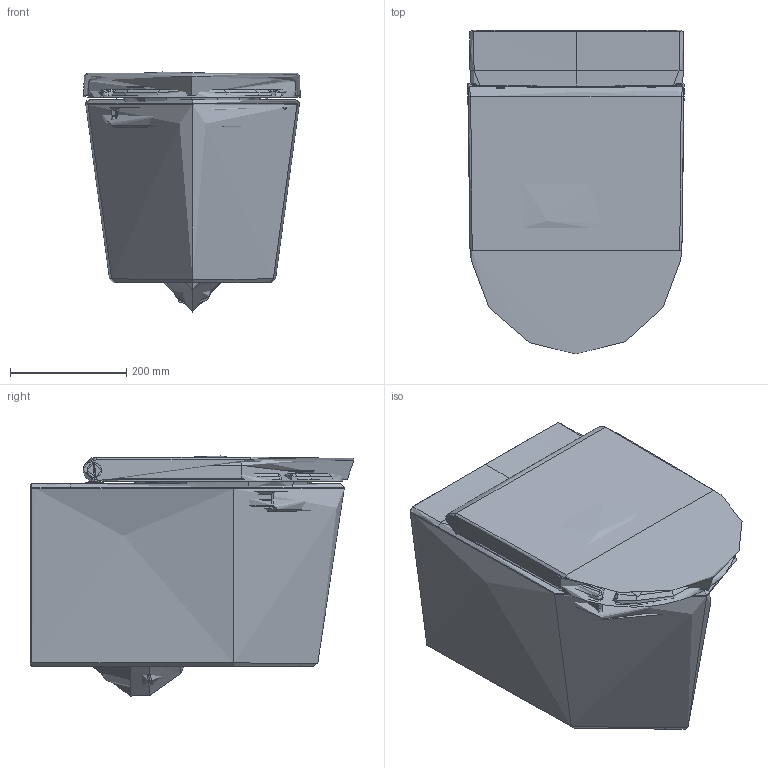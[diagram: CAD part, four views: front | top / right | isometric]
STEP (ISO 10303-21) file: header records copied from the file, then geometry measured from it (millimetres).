
FILE_DESCRIPTION(/* description */ (''),/* implementation_level */ '2;1');
FILE_NAME(/* name */ '257609',/* time_stamp */ '2021-06-21T16:04:30+02:00',/* author */ (''),/* organization */ (''),/* preprocessor_version */ 'ST-DEVELOPER v15',/* originating_system */ '',/* authorisation */ '');
FILE_SCHEMA (('AUTOMOTIVE_DESIGN'));
Products named in the file (1): Document
Bounding box: 371.82 x 556.77 x 412.74 mm (x, y, z)
Volume: 20005.5 mm3; surface area: 2144702.7 mm2
Topology: 5 solids, 14 shells, 2829 faces, 7174 edges, 4103 vertices
Faces by surface type: bspline 2445, plane 384
Entity records: 566622 total; most frequent: CARTESIAN_POINT 526162, ORIENTED_EDGE 13662, EDGE_CURVE 7044, B_SPLINE_CURVE_WITH_KNOTS 4804, VERTEX_POINT 4102, EDGE_LOOP 2895, ADVANCED_FACE 2828, FACE_OUTER_BOUND 2828
